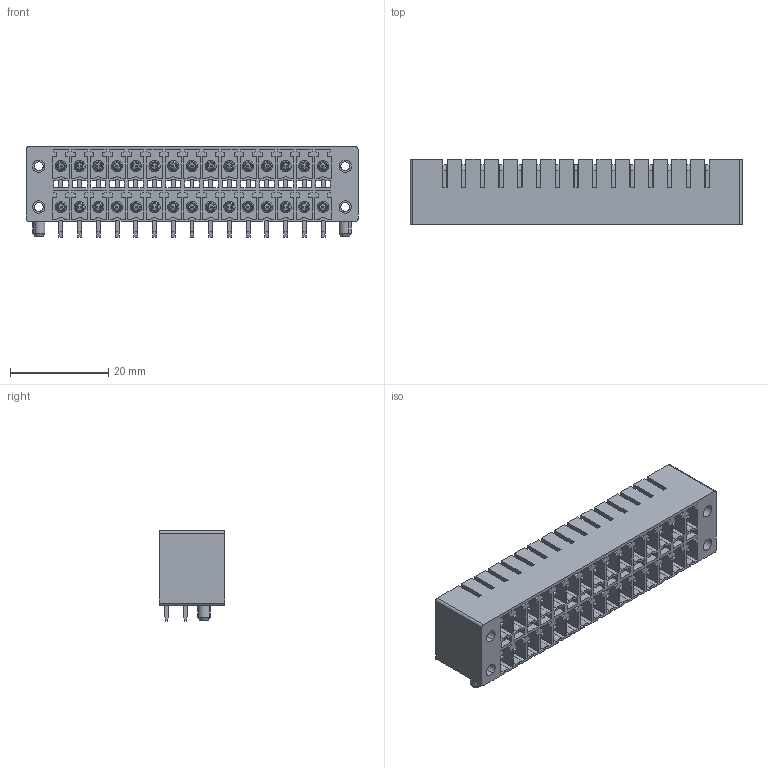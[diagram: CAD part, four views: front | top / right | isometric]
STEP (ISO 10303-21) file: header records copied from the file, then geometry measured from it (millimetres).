
FILE_DESCRIPTION(('CATIA V5 STEP Exchange','CAx-IF Rec.Pracs.--- Model Styling and Organization---1.2---2011-12-15'),'2;1');
FILE_NAME ('D1447544_0', '2018-10-01T04:28:43+00:00', ('none'), ('Weidmueller'), 'CATIA Version 5-6 Release 2014', 'CATIA V5 STEP AP214', 'none');
FILE_SCHEMA(('AUTOMOTIVE_DESIGN { 1 0 10303 214 1 1 1 1 }'));
Products named in the file (1): 1041090000
Bounding box: 67.54 x 13.3 x 18.4 mm (x, y, z)
Volume: 6051.5 mm3; surface area: 14269.3 mm2
Topology: 33 solids, 33 shells, 2075 faces, 5778 edges, 3818 vertices
Faces by surface type: plane 1642, cylinder 249, torus 120, cone 64
Entity records: 58414 total; most frequent: ORIENTED_EDGE 11556, CARTESIAN_POINT 10543, DIRECTION 7145, EDGE_CURVE 5778, VECTOR 4916, LINE 4916, VERTEX_POINT 3818, EDGE_LOOP 2222
